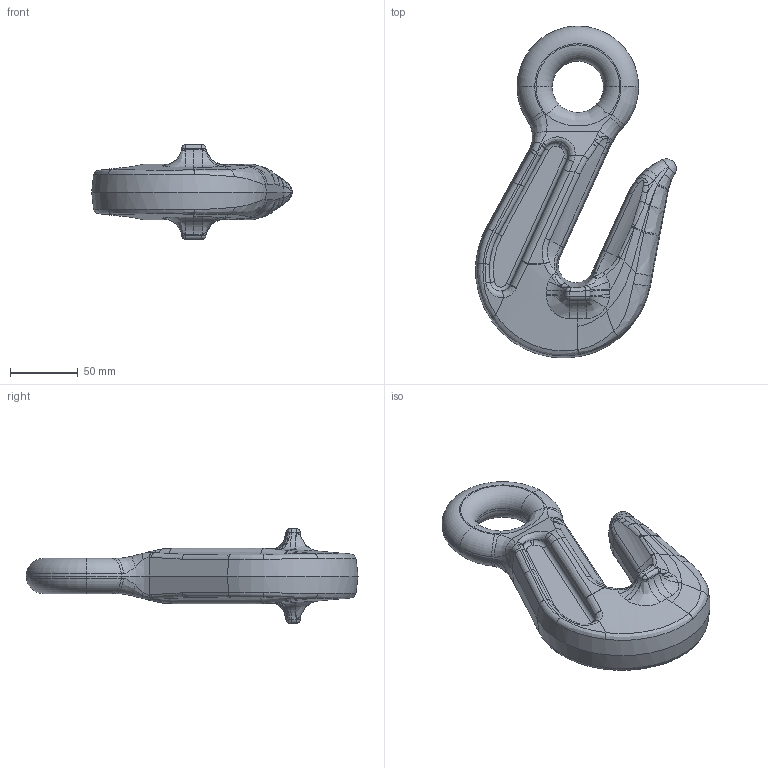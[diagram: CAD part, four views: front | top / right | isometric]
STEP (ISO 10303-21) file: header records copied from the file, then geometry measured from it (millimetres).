
FILE_DESCRIPTION(('CATIA V5 STEP Exchange'),'2;1');
FILE_NAME('X-041-22.stp','2019-06-27T07:47:09+00:00',('none'),('none'),'CATIA Version 5 Release 21 GA (IN-10)','CATIA V5 STEP AP203','none');
FILE_SCHEMA(('CONFIG_CONTROL_DESIGN'));
Products named in the file (1): 8041-G22B-A0
Bounding box: 148.42 x 245.57 x 70 mm (x, y, z)
Volume: 582396.8 mm3; surface area: 65585 mm2
Topology: 1 solids, 1 shells, 406 faces, 964 edges, 540 vertices
Faces by surface type: bspline 288, cylinder 30, plane 26, torus 24, cone 22, sphere 12, revolution 2, extrusion 2
Entity records: 47864 total; most frequent: CARTESIAN_POINT 41175, ORIENTED_EDGE 1892, EDGE_CURVE 946, B_SPLINE_CURVE_WITH_KNOTS 771, VERTEX_POINT 540, ADVANCED_FACE 406, EDGE_LOOP 406, FACE_OUTER_BOUND 406
